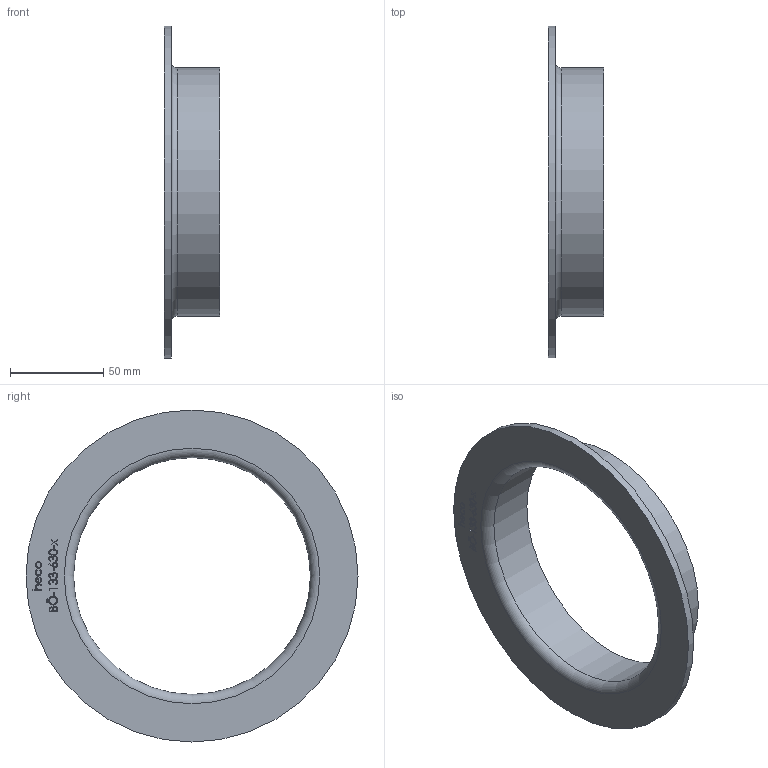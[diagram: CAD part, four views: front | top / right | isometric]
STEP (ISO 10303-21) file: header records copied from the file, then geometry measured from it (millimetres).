
FILE_DESCRIPTION (( 'STEP AP214' ), '1' );
FILE_NAME ('BÖ-133-630-x Vorschweissbördel 2010.STEP', '2020-10-13T14:29:44', ( '' ), ( '' ), 'SwSTEP 2.0', 'SolidWorks 2019', '' );
FILE_SCHEMA (( 'AUTOMOTIVE_DESIGN' ));
Length unit declared in the file: millimetre
Products named in the file (1): BÖ-133-630-x Vorschweissbördel 2010
Bounding box: 30 x 178 x 178 mm (x, y, z)
Volume: 79339.3 mm3; surface area: 48226.2 mm2
Topology: 1 solids, 1 shells, 217 faces, 566 edges, 377 vertices
Faces by surface type: bspline 120, plane 92, cylinder 3, torus 2
Full cylindrical faces by diameter (mm): 127 x1, 133 x1, 178 x1
Entity records: 15154 total; most frequent: CARTESIAN_POINT 8402, ORIENTED_EDGE 1120, EDGE_CURVE 560, DIRECTION 524, VERTEX_POINT 376, VECTOR 312, LINE 312, EDGE_LOOP 250
